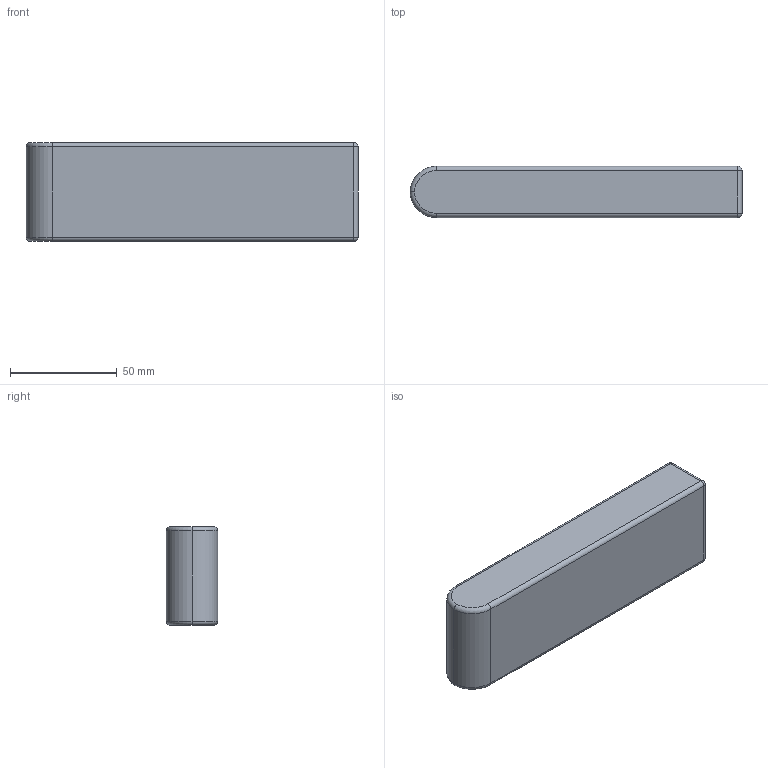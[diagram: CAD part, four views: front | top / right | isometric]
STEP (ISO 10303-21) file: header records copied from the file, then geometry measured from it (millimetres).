
FILE_DESCRIPTION (( 'STEP AP203' ), '1' );
FILE_NAME ('battery mockup_Default_sldprt.STEP', '2017-04-19T20:13:20', ( '' ), ( '' ), 'SwSTEP 2.0', 'SolidWorks 2016', '' );
FILE_SCHEMA (( 'CONFIG_CONTROL_DESIGN' ));
Length unit declared in the file: millimetre
Products named in the file (1): battery mockup_Default_sldprt
Bounding box: 155.29 x 24 x 46.3 mm (x, y, z)
Volume: 168795.5 mm3; surface area: 22745.9 mm2
Topology: 1 solids, 1 shells, 23 faces, 49 edges, 24 vertices
Faces by surface type: cylinder 10, plane 5, torus 4, sphere 4
Entity records: 678 total; most frequent: CARTESIAN_POINT 119, DIRECTION 115, ORIENTED_EDGE 90, AXIS2_PLACEMENT_3D 48, EDGE_CURVE 45, VERTEX_POINT 24, CIRCLE 24, EDGE_LOOP 23
